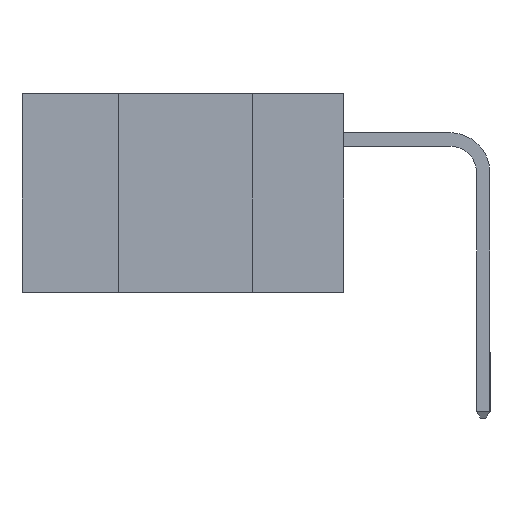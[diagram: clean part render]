
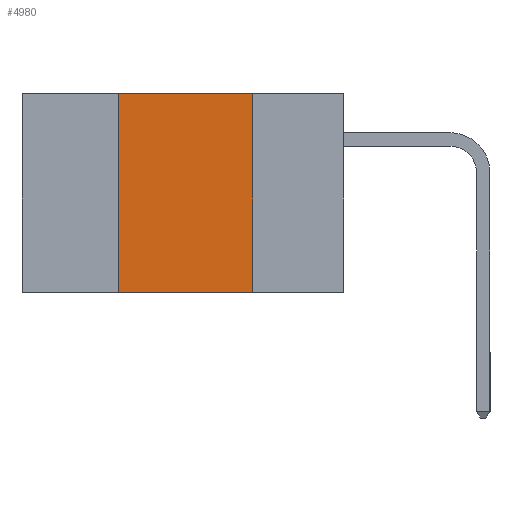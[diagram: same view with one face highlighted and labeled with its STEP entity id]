
A CAD part, left-side view. The second image highlights one B-rep face of the part: STEP entity #4980.
In plain terms, the highlighted planar face has unit normal (-1, 0, 0).
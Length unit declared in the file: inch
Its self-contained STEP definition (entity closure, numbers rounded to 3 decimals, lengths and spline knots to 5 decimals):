
#196 = LINE ( 'NONE', #9971, #7777 ) ;
#528 = VECTOR ( 'NONE', #3809, 39.37008 ) ;
#654 = VERTEX_POINT ( 'NONE', #1206 ) ;
#694 = ORIENTED_EDGE ( 'NONE', *, *, #13198, .F. ) ;
#844 = CARTESIAN_POINT ( 'NONE',  ( 0., 0.17, 0. ) ) ;
#958 = VERTEX_POINT ( 'NONE', #6904 ) ;
#1206 = CARTESIAN_POINT ( 'NONE',  ( 0., 0.42, -0.37 ) ) ;
#1512 = ORIENTED_EDGE ( 'NONE', *, *, #6074, .F. ) ;
#1600 = CARTESIAN_POINT ( 'NONE',  ( 0., 0.6, 0. ) ) ;
#2450 = EDGE_CURVE ( 'NONE', #12067, #6513, #13042, .T. ) ;
#2670 = ORIENTED_EDGE ( 'NONE', *, *, #2899, .T. ) ;
#2852 = AXIS2_PLACEMENT_3D ( 'NONE', #5977, #4947, #12344 ) ;
#2899 = EDGE_CURVE ( 'NONE', #654, #958, #196, .T. ) ;
#3332 = CARTESIAN_POINT ( 'NONE',  ( 0., 0.42, 0. ) ) ;
#3809 = DIRECTION ( 'NONE',  ( 0., -1., 0. ) ) ;
#3953 = LINE ( 'NONE', #9211, #4925 ) ;
#4759 = VECTOR ( 'NONE', #7689, 39.37008 ) ;
#4925 = VECTOR ( 'NONE', #10333, 39.37008 ) ;
#4947 = DIRECTION ( 'NONE',  ( 1., 0., 0. ) ) ;
#4980 = ADVANCED_FACE ( 'NONE', ( #11272 ), #13347, .F. ) ;
#5977 = CARTESIAN_POINT ( 'NONE',  ( 0., 0.6, 0. ) ) ;
#6074 = EDGE_CURVE ( 'NONE', #6513, #958, #3953, .T. ) ;
#6513 = VERTEX_POINT ( 'NONE', #844 ) ;
#6904 = CARTESIAN_POINT ( 'NONE',  ( 0., 0.17, -0.37 ) ) ;
#7689 = DIRECTION ( 'NONE',  ( 0., 0., 1. ) ) ;
#7777 = VECTOR ( 'NONE', #11921, 39.37008 ) ;
#9211 = CARTESIAN_POINT ( 'NONE',  ( 0., 0.17, 0. ) ) ;
#9256 = LINE ( 'NONE', #3332, #4759 ) ;
#9971 = CARTESIAN_POINT ( 'NONE',  ( 0., 0.6, -0.37 ) ) ;
#10333 = DIRECTION ( 'NONE',  ( 0., 0., -1. ) ) ;
#10568 = EDGE_LOOP ( 'NONE', ( #1512, #12241, #694, #2670 ) ) ;
#11272 = FACE_OUTER_BOUND ( 'NONE', #10568, .T. ) ;
#11921 = DIRECTION ( 'NONE',  ( 0., -1., 0. ) ) ;
#12067 = VERTEX_POINT ( 'NONE', #12713 ) ;
#12241 = ORIENTED_EDGE ( 'NONE', *, *, #2450, .F. ) ;
#12344 = DIRECTION ( 'NONE',  ( 0., 0., -1. ) ) ;
#12713 = CARTESIAN_POINT ( 'NONE',  ( 0., 0.42, 0. ) ) ;
#13042 = LINE ( 'NONE', #1600, #528 ) ;
#13198 = EDGE_CURVE ( 'NONE', #654, #12067, #9256, .T. ) ;
#13347 = PLANE ( 'NONE',  #2852 ) ;
